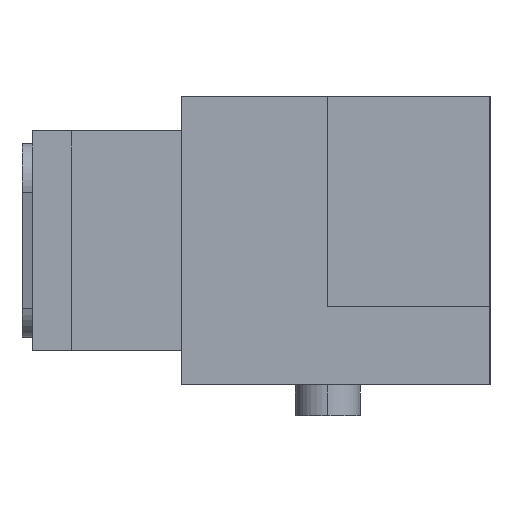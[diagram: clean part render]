
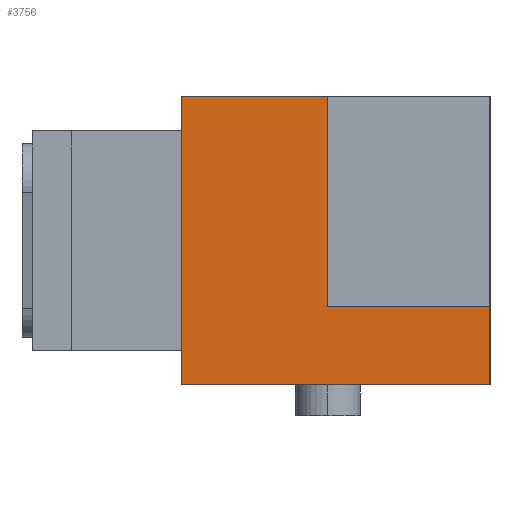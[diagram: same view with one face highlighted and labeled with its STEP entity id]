
A CAD part, left-side view. The second image highlights one B-rep face of the part: STEP entity #3756.
In plain terms, the highlighted planar face has unit normal (-1, 0, 0).
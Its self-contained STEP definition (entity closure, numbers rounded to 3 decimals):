
#2982=CARTESIAN_POINT('',(-26.162,-0.156,2.54));
#2983=VERTEX_POINT('',#2982);
#2990=CARTESIAN_POINT('',(-26.162,-0.156,0.0));
#2991=VERTEX_POINT('',#2990);
#2992=CARTESIAN_POINT('',(-26.162,-0.156,2.54));
#2993=DIRECTION('',(0.0,0.0,-1.0));
#2994=VECTOR('',#2993,2.54);
#2995=LINE('',#2992,#2994);
#2996=EDGE_CURVE('',#2983,#2991,#2995,.T.);
#3039=CARTESIAN_POINT('',(-26.162,9.852,0.0));
#3040=VERTEX_POINT('',#3039);
#3047=CARTESIAN_POINT('',(-26.162,9.852,9.347));
#3048=VERTEX_POINT('',#3047);
#3049=CARTESIAN_POINT('',(-26.162,9.852,9.347));
#3050=DIRECTION('',(0.0,0.0,-1.0));
#3051=VECTOR('',#3050,9.347);
#3052=LINE('',#3049,#3051);
#3053=EDGE_CURVE('',#3048,#3040,#3052,.T.);
#3359=CARTESIAN_POINT('',(-26.162,5.102,9.347));
#3360=VERTEX_POINT('',#3359);
#3361=CARTESIAN_POINT('',(-26.162,9.852,9.347));
#3362=DIRECTION('',(0.0,-1.0,0.0));
#3363=VECTOR('',#3362,4.75);
#3364=LINE('',#3361,#3363);
#3365=EDGE_CURVE('',#3048,#3360,#3364,.T.);
#3687=CARTESIAN_POINT('',(-26.162,-0.156,0.0));
#3688=DIRECTION('',(0.0,1.0,0.0));
#3689=VECTOR('',#3688,10.008);
#3690=LINE('',#3687,#3689);
#3691=EDGE_CURVE('',#2991,#3040,#3690,.T.);
#3731=CARTESIAN_POINT('',(-26.162,10.352,9.815));
#3732=DIRECTION('',(-1.0,0.0,0.0));
#3733=DIRECTION('',(0.0,0.0,-1.0));
#3734=AXIS2_PLACEMENT_3D('',#3731,#3732,#3733);
#3735=PLANE('',#3734);
#3736=ORIENTED_EDGE('',*,*,#2996,.F.);
#3737=CARTESIAN_POINT('',(-26.162,5.102,2.54));
#3738=VERTEX_POINT('',#3737);
#3739=CARTESIAN_POINT('',(-26.162,-0.156,2.54));
#3740=DIRECTION('',(0.0,1.0,0.0));
#3741=VECTOR('',#3740,5.258);
#3742=LINE('',#3739,#3741);
#3743=EDGE_CURVE('',#2983,#3738,#3742,.T.);
#3744=ORIENTED_EDGE('',*,*,#3743,.T.);
#3745=CARTESIAN_POINT('',(-26.162,5.102,2.54));
#3746=DIRECTION('',(0.0,0.0,1.0));
#3747=VECTOR('',#3746,6.807);
#3748=LINE('',#3745,#3747);
#3749=EDGE_CURVE('',#3738,#3360,#3748,.T.);
#3750=ORIENTED_EDGE('',*,*,#3749,.T.);
#3751=ORIENTED_EDGE('',*,*,#3365,.F.);
#3752=ORIENTED_EDGE('',*,*,#3053,.T.);
#3753=ORIENTED_EDGE('',*,*,#3691,.F.);
#3754=EDGE_LOOP('',(#3736,#3744,#3750,#3751,#3752,#3753));
#3755=FACE_OUTER_BOUND('',#3754,.T.);
#3756=ADVANCED_FACE('',(#3755),#3735,.T.);
